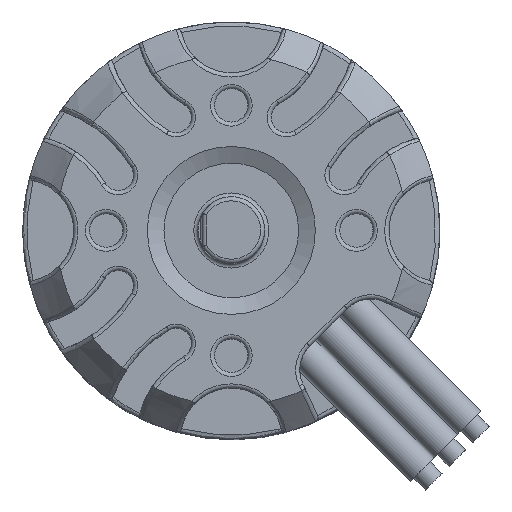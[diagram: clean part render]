
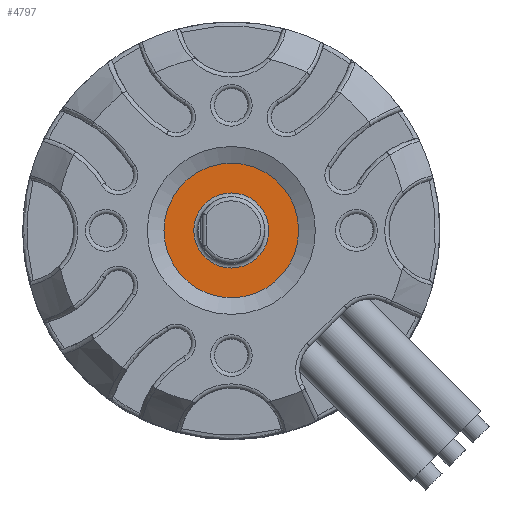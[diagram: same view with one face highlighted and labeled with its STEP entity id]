
A CAD part, top view. The second image highlights one B-rep face of the part: STEP entity #4797.
In plain terms, the highlighted planar face has unit normal (0, 0, 1).
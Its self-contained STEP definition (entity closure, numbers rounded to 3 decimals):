
#79=FACE_BOUND('',#562,.T.);
#113=PLANE('',#5150);
#261=FACE_OUTER_BOUND('',#561,.T.);
#561=EDGE_LOOP('',(#3178));
#562=EDGE_LOOP('',(#3179,#3180));
#1135=CIRCLE('',#5144,4.5);
#1139=CIRCLE('',#5148,4.5);
#1140=CIRCLE('',#5151,8.068);
#1831=VERTEX_POINT('',#7292);
#1832=VERTEX_POINT('',#7293);
#1835=VERTEX_POINT('',#7304);
#2346=EDGE_CURVE('',#1831,#1832,#1135,.T.);
#2350=EDGE_CURVE('',#1832,#1831,#1139,.T.);
#2352=EDGE_CURVE('',#1835,#1835,#1140,.T.);
#3178=ORIENTED_EDGE('',*,*,#2352,.F.);
#3179=ORIENTED_EDGE('',*,*,#2346,.F.);
#3180=ORIENTED_EDGE('',*,*,#2350,.F.);
#4797=ADVANCED_FACE('',(#261,#79),#113,.T.);
#5144=AXIS2_PLACEMENT_3D('',#7294,#5837,#5838);
#5148=AXIS2_PLACEMENT_3D('',#7300,#5845,#5846);
#5150=AXIS2_PLACEMENT_3D('',#7303,#5850,#5851);
#5151=AXIS2_PLACEMENT_3D('',#7305,#5852,#5853);
#5837=DIRECTION('center_axis',(0.,0.,1.));
#5838=DIRECTION('ref_axis',(-1.,0.,0.));
#5845=DIRECTION('center_axis',(0.,0.,1.));
#5846=DIRECTION('ref_axis',(-1.,0.,0.));
#5850=DIRECTION('center_axis',(0.,0.,1.));
#5851=DIRECTION('ref_axis',(1.,0.,0.));
#5852=DIRECTION('center_axis',(0.,0.,-1.));
#5853=DIRECTION('ref_axis',(-1.,0.,0.));
#7292=CARTESIAN_POINT('',(4.5,0.,31.5));
#7293=CARTESIAN_POINT('',(-4.5,0.,31.5));
#7294=CARTESIAN_POINT('Origin',(0.,0.,31.5));
#7300=CARTESIAN_POINT('Origin',(0.,0.,31.5));
#7303=CARTESIAN_POINT('Origin',(0.,0.,
31.5));
#7304=CARTESIAN_POINT('',(8.068,0.,31.5));
#7305=CARTESIAN_POINT('Origin',(0.,0.,
31.5));
